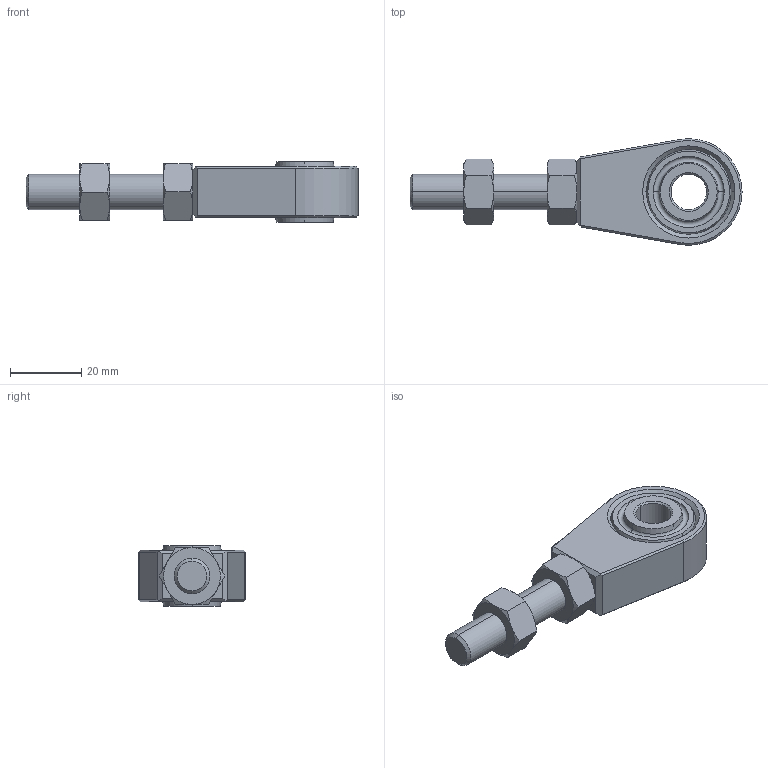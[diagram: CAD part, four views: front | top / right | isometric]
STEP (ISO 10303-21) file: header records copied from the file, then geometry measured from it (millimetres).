
FILE_DESCRIPTION (( 'STEP AP214' ), '1' );
FILE_NAME ('Flexilink M10 # 83315004.STEP', '2021-07-02T12:40:15', ( '' ), ( '' ), 'SwSTEP 2.0', 'SolidWorks 2015', '' );
FILE_SCHEMA (( 'AUTOMOTIVE_DESIGN' ));
Length unit declared in the file: millimetre
Products named in the file (1): Flexilink M10 # 83315004
Bounding box: 93.5 x 30 x 17 mm (x, y, z)
Volume: 21548.6 mm3; surface area: 14511.4 mm2
Topology: 7 solids, 7 shells, 123 faces, 264 edges, 152 vertices
Faces by surface type: cone 55, plane 35, cylinder 27, torus 4, bspline 2
Entity records: 3838 total; most frequent: CARTESIAN_POINT 1062, DIRECTION 562, ORIENTED_EDGE 528, EDGE_CURVE 264, AXIS2_PLACEMENT_3D 230, VERTEX_POINT 152, EDGE_LOOP 134, ADVANCED_FACE 123
